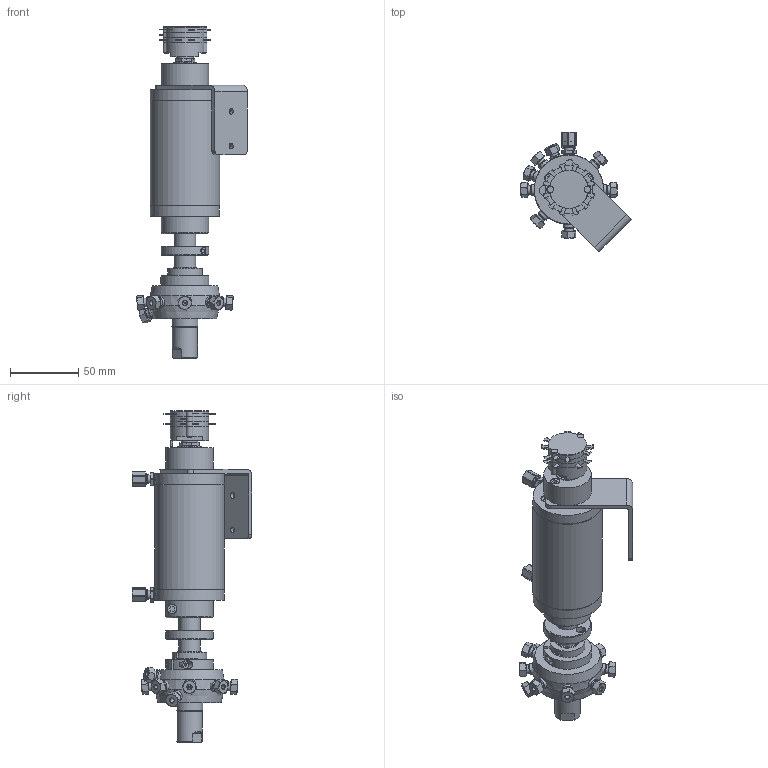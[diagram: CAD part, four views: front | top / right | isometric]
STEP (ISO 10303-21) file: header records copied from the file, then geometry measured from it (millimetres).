
FILE_DESCRIPTION((''),'2;1');
FILE_NAME('312377-AH2SC8MWE 8mpos air act.stp','2013-08-26T17:08:13',('Franzp'),(''),'Autodesk Inventor 2013','Autodesk Inventor 2013','');
FILE_SCHEMA(('AUTOMOTIVE_DESIGN { 1 0 10303 214 1 1 1 1 }'));
Length unit declared in the file: millimetre
Products named in the file (5): 3223a77; 322377; 320401; 310517
Assembly tree (4 placements, depth 3):
  3223a77
    322377
    320401
      320401
      310517
Bounding box: 80.93 x 87.65 x 242.77 mm (x, y, z)
Volume: 4358 mm3; surface area: 65791.1 mm2
Topology: 2 solids, 117 shells, 443 faces, 1594 edges, 1245 vertices
Faces by surface type: plane 275, cylinder 119, cone 47, bspline 2
Full cylindrical faces by diameter (mm): 2.642 x1, 3.21 x1, 3.3 x12, 3.51 x2, 3.68 x1, 4.166 x1, 4.32 x4, 4.75 x1, 5.65 x2, 5.84 x1, 6.3 x2, 6.477 x10, 6.7 x1, 7 x3, 7.65 x2, 7.938 x12, 12.2 x1, 15.748 x1, 15.875 x1, 17.1 x1, 18.415 x1, 19.05 x2, 34.925 x1, 50.54 x2, 50.673 x1, 50.69 x1
Entity records: 18169 total; most frequent: CARTESIAN_POINT 4185, DIRECTION 2620, ORIENTED_EDGE 2135, EDGE_CURVE 1466, VERTEX_POINT 1226, AXIS2_PLACEMENT_3D 874, VECTOR 872, LINE 872
